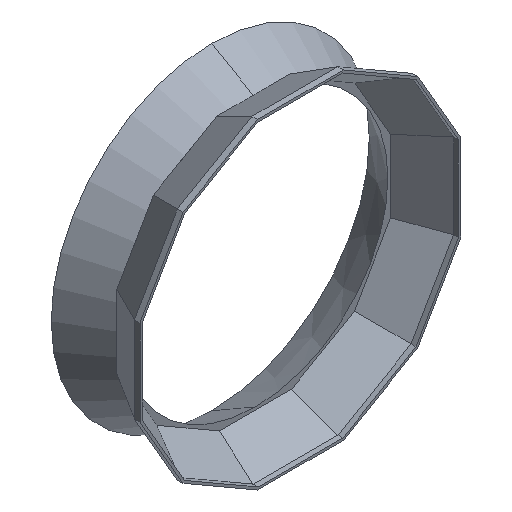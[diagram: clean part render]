
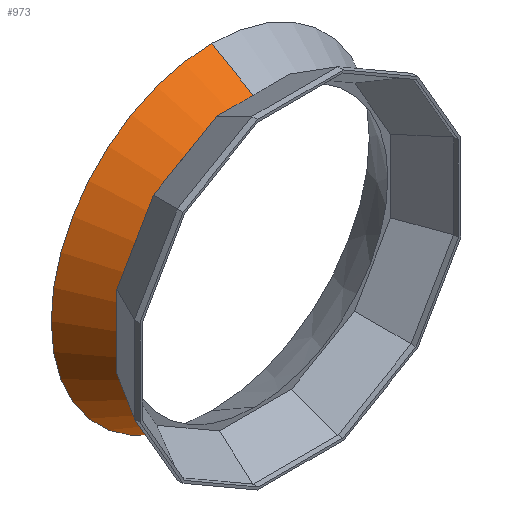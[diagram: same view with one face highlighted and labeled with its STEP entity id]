
A CAD part, isometric view. The second image highlights one B-rep face of the part: STEP entity #973.
In plain terms, the highlighted conical face has half-angle 29.959 degrees and reference radius 29.483 mm.
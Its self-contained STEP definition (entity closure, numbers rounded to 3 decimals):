
#7 = LINE ( 'NONE', #1358, #1426 ) ;
#10 = LINE ( 'NONE', #1476, #776 ) ;
#16 = CARTESIAN_POINT ( 'NONE',  ( -22.667, 10.2, 19.028 ) ) ;
#17 = CARTESIAN_POINT ( 'NONE',  ( 0., 10.2, 0. ) ) ;
#52 = CARTESIAN_POINT ( 'NONE',  ( -25.534, 10.2, -14.74 ) ) ;
#70 = CARTESIAN_POINT ( 'NONE',  ( -14.745, 10.2, 25.531 ) ) ;
#102 = CARTESIAN_POINT ( 'NONE',  ( -29.483, 10.2, -0.002 ) ) ;
#106 = CARTESIAN_POINT ( 'NONE',  ( -19.028, 10.2, -22.667 ) ) ;
#131 = VERTEX_POINT ( 'NONE', #102 ) ;
#132 = ORIENTED_EDGE ( 'NONE', *, *, #1877, .F. ) ;
#135 = CARTESIAN_POINT ( 'NONE',  ( -25.533, 10.2, 14.742 ) ) ;
#138 = CARTESIAN_POINT ( 'NONE',  ( -2.569, 10.2, -29.483 ) ) ;
#144 = EDGE_CURVE ( 'NONE', #823, #521, #734, .T. ) ;
#177 = CARTESIAN_POINT ( 'NONE',  ( -25.533, 10.2, 14.742 ) ) ;
#180 = EDGE_CURVE ( 'NONE', #1017, #795, #709, .T. ) ;
#185 = VECTOR ( 'NONE', #428, 1000. ) ;
#228 = CARTESIAN_POINT ( 'NONE',  ( -2.569, 10.2, 29.399 ) ) ;
#252 = ORIENTED_EDGE ( 'NONE', *, *, #281, .T. ) ;
#255 = B_SPLINE_CURVE_WITH_KNOTS ( 'NONE', 3,
 ( #135, #914, #614, #1772, #1202, #1810 ),
 .UNSPECIFIED., .F., .F.,
 ( 4, 2, 4 ),
 ( 0.167, 0.208, 0.25 ),
 .UNSPECIFIED. ) ;
#268 = ORIENTED_EDGE ( 'NONE', *, *, #1275, .F. ) ;
#277 = CARTESIAN_POINT ( 'NONE',  ( -10.116, 10.2, -27.813 ) ) ;
#281 = EDGE_CURVE ( 'NONE', #1389, #427, #10, .T. ) ;
#307 = CIRCLE ( 'NONE', #586, 34.671 ) ;
#322 = DIRECTION ( 'NONE',  ( 0., 1., 0. ) ) ;
#323 = ORIENTED_EDGE ( 'NONE', *, *, #387, .F. ) ;
#374 = AXIS2_PLACEMENT_3D ( 'NONE', #17, #322, #484 ) ;
#382 = CARTESIAN_POINT ( 'NONE',  ( 0., 19.2, 34.671 ) ) ;
#387 = EDGE_CURVE ( 'NONE', #1065, #521, #1469, .T. ) ;
#410 = CARTESIAN_POINT ( 'NONE',  ( -16.969, 10.2, -24.247 ) ) ;
#412 = VERTEX_POINT ( 'NONE', #1527 ) ;
#417 = CARTESIAN_POINT ( 'NONE',  ( -14.742, 10.2, -25.533 ) ) ;
#427 = VERTEX_POINT ( 'NONE', #52 ) ;
#428 = DIRECTION ( 'NONE',  ( 0.866, 0., 0.5 ) ) ;
#484 = DIRECTION ( 'NONE',  ( 0., 0., 1. ) ) ;
#497 = VECTOR ( 'NONE', #1246, 1000. ) ;
#505 = CARTESIAN_POINT ( 'NONE',  ( 0., 10.2, 29.483 ) ) ;
#521 = VERTEX_POINT ( 'NONE', #537 ) ;
#531 = ORIENTED_EDGE ( 'NONE', *, *, #144, .T. ) ;
#537 = CARTESIAN_POINT ( 'NONE',  ( -14.74, 10.2, 25.534 ) ) ;
#545 = CARTESIAN_POINT ( 'NONE',  ( -24.244, 10.2, -16.973 ) ) ;
#556 = CARTESIAN_POINT ( 'NONE',  ( -27.813, 10.2, -10.115 ) ) ;
#586 = AXIS2_PLACEMENT_3D ( 'NONE', #941, #1209, #632 ) ;
#601 = EDGE_CURVE ( 'NONE', #823, #1807, #1477, .T. ) ;
#611 = EDGE_CURVE ( 'NONE', #795, #412, #7, .T. ) ;
#614 = CARTESIAN_POINT ( 'NONE',  ( -27.813, 10.2, 10.116 ) ) ;
#627 = CARTESIAN_POINT ( 'NONE',  ( -24.247, 10.2, 16.969 ) ) ;
#632 = DIRECTION ( 'NONE',  ( 0., 0., 1. ) ) ;
#662 = EDGE_CURVE ( 'NONE', #1807, #131, #255, .T. ) ;
#667 = CARTESIAN_POINT ( 'NONE',  ( -5.121, 10.2, 29.064 ) ) ;
#709 = B_SPLINE_CURVE_WITH_KNOTS ( 'NONE', 3,
 ( #1430, #1009, #277, #870, #138, #1447 ),
 .UNSPECIFIED., .F., .F.,
 ( 4, 2, 4 ),
 ( 0.417, 0.458, 0.5 ),
 .UNSPECIFIED. ) ;
#711 = CARTESIAN_POINT ( 'NONE',  ( -22.664, 10.2, -19.032 ) ) ;
#720 = EDGE_CURVE ( 'NONE', #1065, #873, #1532, .T. ) ;
#734 = LINE ( 'NONE', #1754, #185 ) ;
#757 = CARTESIAN_POINT ( 'NONE',  ( -14.745, 10.2, 25.531 ) ) ;
#769 = EDGE_LOOP ( 'NONE', ( #1082, #1661, #268, #252, #1467, #1718, #1138, #531, #323, #1906, #132 ) ) ;
#776 = VECTOR ( 'NONE', #1662, 1000. ) ;
#792 = CARTESIAN_POINT ( 'NONE',  ( -10.113, 10.2, 27.814 ) ) ;
#795 = VERTEX_POINT ( 'NONE', #1109 ) ;
#807 = CONICAL_SURFACE ( 'NONE', #374, 29.483, 0.523 ) ;
#823 = VERTEX_POINT ( 'NONE', #70 ) ;
#824 = B_SPLINE_CURVE_WITH_KNOTS ( 'NONE', 3,
 ( #1770, #839, #1749, #556, #1884, #1149 ),
 .UNSPECIFIED., .F., .F.,
 ( 4, 2, 4 ),
 ( 0.25, 0.292, 0.333 ),
 .UNSPECIFIED. ) ;
#839 = CARTESIAN_POINT ( 'NONE',  ( -29.483, 10.2, -2.574 ) ) ;
#870 = CARTESIAN_POINT ( 'NONE',  ( -5.143, 10.2, -29.145 ) ) ;
#873 = VERTEX_POINT ( 'NONE', #382 ) ;
#914 = CARTESIAN_POINT ( 'NONE',  ( -26.819, 10.2, 12.514 ) ) ;
#924 = CARTESIAN_POINT ( 'NONE',  ( 0.003, 10.2, 29.483 ) ) ;
#941 = CARTESIAN_POINT ( 'NONE',  ( 0., 19.2, 0. ) ) ;
#950 = CARTESIAN_POINT ( 'NONE',  ( -14.74, 10.2, 25.534 ) ) ;
#973 = ADVANCED_FACE ( 'NONE', ( #1802 ), #807, .T. ) ;
#1009 = CARTESIAN_POINT ( 'NONE',  ( -12.514, 10.2, -26.819 ) ) ;
#1017 = VERTEX_POINT ( 'NONE', #1081 ) ;
#1035 = CARTESIAN_POINT ( 'NONE',  ( -19.032, 10.2, 22.664 ) ) ;
#1042 = DIRECTION ( 'NONE',  ( 0., 0.866, -0.499 ) ) ;
#1065 = VERTEX_POINT ( 'NONE', #924 ) ;
#1081 = CARTESIAN_POINT ( 'NONE',  ( -14.742, 10.2, -25.533 ) ) ;
#1082 = ORIENTED_EDGE ( 'NONE', *, *, #611, .F. ) ;
#1109 = CARTESIAN_POINT ( 'NONE',  ( 0.002, 10.2, -29.483 ) ) ;
#1138 = ORIENTED_EDGE ( 'NONE', *, *, #601, .F. ) ;
#1149 = CARTESIAN_POINT ( 'NONE',  ( -25.534, 10.2, -14.74 ) ) ;
#1202 = CARTESIAN_POINT ( 'NONE',  ( -29.483, 10.2, 2.569 ) ) ;
#1209 = DIRECTION ( 'NONE',  ( 0., 1., 0. ) ) ;
#1236 = CARTESIAN_POINT ( 'NONE',  ( -1.283, 10.2, 29.483 ) ) ;
#1246 = DIRECTION ( 'NONE',  ( 0., 0.866, 0.499 ) ) ;
#1258 = CARTESIAN_POINT ( 'NONE',  ( -12.511, 10.2, 26.821 ) ) ;
#1275 = EDGE_CURVE ( 'NONE', #1389, #1017, #1866, .T. ) ;
#1345 = EDGE_CURVE ( 'NONE', #131, #427, #824, .T. ) ;
#1358 = CARTESIAN_POINT ( 'NONE',  ( 0., 10.2, -29.483 ) ) ;
#1389 = VERTEX_POINT ( 'NONE', #1455 ) ;
#1426 = VECTOR ( 'NONE', #1042, 1000. ) ;
#1430 = CARTESIAN_POINT ( 'NONE',  ( -14.742, 10.2, -25.533 ) ) ;
#1447 = CARTESIAN_POINT ( 'NONE',  ( 0.002, 10.2, -29.483 ) ) ;
#1455 = CARTESIAN_POINT ( 'NONE',  ( -25.531, 10.2, -14.745 ) ) ;
#1467 = ORIENTED_EDGE ( 'NONE', *, *, #1345, .F. ) ;
#1469 = B_SPLINE_CURVE_WITH_KNOTS ( 'NONE', 3,
 ( #1544, #1236, #228, #667, #1862, #792, #1258, #950 ),
 .UNSPECIFIED., .F., .F.,
 ( 4, 2, 2, 4 ),
 ( 1., 1.021, 1.042, 1.083 ),
 .UNSPECIFIED. ) ;
#1474 = CARTESIAN_POINT ( 'NONE',  ( -16.973, 10.2, 24.244 ) ) ;
#1476 = CARTESIAN_POINT ( 'NONE',  ( -21.583, 10.2, -21.583 ) ) ;
#1477 = B_SPLINE_CURVE_WITH_KNOTS ( 'NONE', 3,
 ( #757, #1474, #1035, #16, #627, #1659 ),
 .UNSPECIFIED., .F., .F.,
 ( 4, 2, 4 ),
 ( 0.083, 0.125, 0.167 ),
 .UNSPECIFIED. ) ;
#1527 = CARTESIAN_POINT ( 'NONE',  ( 0., 19.2, -34.671 ) ) ;
#1532 = LINE ( 'NONE', #505, #497 ) ;
#1544 = CARTESIAN_POINT ( 'NONE',  ( 0.003, 10.2, 29.483 ) ) ;
#1609 = CARTESIAN_POINT ( 'NONE',  ( -25.531, 10.2, -14.745 ) ) ;
#1659 = CARTESIAN_POINT ( 'NONE',  ( -25.533, 10.2, 14.742 ) ) ;
#1661 = ORIENTED_EDGE ( 'NONE', *, *, #180, .F. ) ;
#1662 = DIRECTION ( 'NONE',  ( -0.5, 0., 0.866 ) ) ;
#1718 = ORIENTED_EDGE ( 'NONE', *, *, #662, .F. ) ;
#1749 = CARTESIAN_POINT ( 'NONE',  ( -29.144, 10.2, -5.148 ) ) ;
#1754 = CARTESIAN_POINT ( 'NONE',  ( -21.583, 10.2, 21.583 ) ) ;
#1770 = CARTESIAN_POINT ( 'NONE',  ( -29.483, 10.2, -0.002 ) ) ;
#1772 = CARTESIAN_POINT ( 'NONE',  ( -29.145, 10.2, 5.143 ) ) ;
#1802 = FACE_OUTER_BOUND ( 'NONE', #769, .T. ) ;
#1807 = VERTEX_POINT ( 'NONE', #177 ) ;
#1810 = CARTESIAN_POINT ( 'NONE',  ( -29.483, 10.2, -0.002 ) ) ;
#1862 = CARTESIAN_POINT ( 'NONE',  ( -6.385, 10.2, 28.812 ) ) ;
#1866 = B_SPLINE_CURVE_WITH_KNOTS ( 'NONE', 3,
 ( #1609, #545, #711, #106, #410, #417 ),
 .UNSPECIFIED., .F., .F.,
 ( 4, 2, 4 ),
 ( 0.333, 0.375, 0.417 ),
 .UNSPECIFIED. ) ;
#1877 = EDGE_CURVE ( 'NONE', #412, #873, #307, .T. ) ;
#1884 = CARTESIAN_POINT ( 'NONE',  ( -26.82, 10.2, -12.512 ) ) ;
#1906 = ORIENTED_EDGE ( 'NONE', *, *, #720, .T. ) ;
